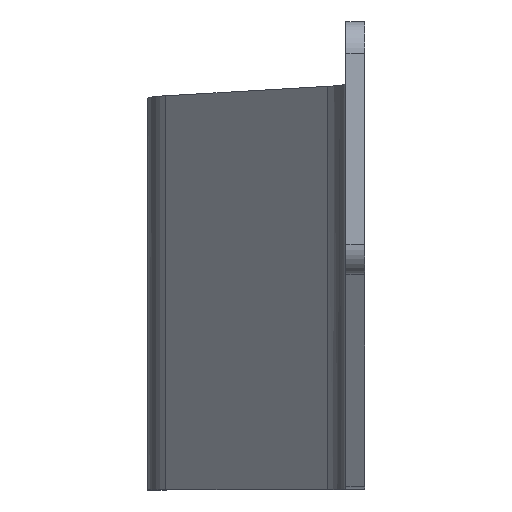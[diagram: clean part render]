
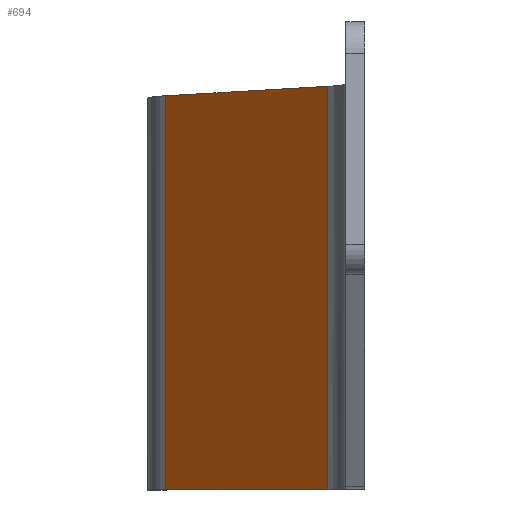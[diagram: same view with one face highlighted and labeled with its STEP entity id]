
A CAD part, top view. The second image highlights one B-rep face of the part: STEP entity #694.
In plain terms, the highlighted planar face has unit normal (-0.707, 0, 0.707).
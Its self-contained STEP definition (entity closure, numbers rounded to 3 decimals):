
#82 = LINE ( 'NONE', #360, #351 ) ;
#103 = VERTEX_POINT ( 'NONE', #436 ) ;
#114 = LINE ( 'NONE', #764, #668 ) ;
#161 = CARTESIAN_POINT ( 'NONE',  ( -1.277, 25.566, 18.844 ) ) ;
#177 = FACE_OUTER_BOUND ( 'NONE', #887, .T. ) ;
#188 = ORIENTED_EDGE ( 'NONE', *, *, #769, .T. ) ;
#191 = ORIENTED_EDGE ( 'NONE', *, *, #804, .T. ) ;
#208 = CARTESIAN_POINT ( 'NONE',  ( -1.615, 37.5, 18.507 ) ) ;
#224 = AXIS2_PLACEMENT_3D ( 'NONE', #208, #489, #728 ) ;
#238 = ORIENTED_EDGE ( 'NONE', *, *, #310, .F. ) ;
#293 = LINE ( 'NONE', #422, #643 ) ;
#305 = CARTESIAN_POINT ( 'NONE',  ( 27.391, -37.5, 47.512 ) ) ;
#310 = EDGE_CURVE ( 'NONE', #355, #103, #742, .T. ) ;
#312 = CARTESIAN_POINT ( 'NONE',  ( 1.429, 25.719, 21.55 ) ) ;
#331 = VERTEX_POINT ( 'NONE', #305 ) ;
#351 = VECTOR ( 'NONE', #799, 1000. ) ;
#355 = VERTEX_POINT ( 'NONE', #312 ) ;
#360 = CARTESIAN_POINT ( 'NONE',  ( 27.391, 27.353, 47.512 ) ) ;
#402 = EDGE_CURVE ( 'NONE', #712, #331, #114, .T. ) ;
#422 = CARTESIAN_POINT ( 'NONE',  ( 1.429, 37.5, 21.55 ) ) ;
#436 = CARTESIAN_POINT ( 'NONE',  ( 27.391, 27.188, 47.512 ) ) ;
#489 = DIRECTION ( 'NONE',  ( -0.707, 0., 0.707 ) ) ;
#492 = CARTESIAN_POINT ( 'NONE',  ( 1.429, -37.5, 21.55 ) ) ;
#535 = DIRECTION ( 'NONE',  ( 0.707, 0., 0.707 ) ) ;
#580 = DIRECTION ( 'NONE',  ( 0., -1., 0. ) ) ;
#639 = VECTOR ( 'NONE', #682, 1000. ) ;
#643 = VECTOR ( 'NONE', #580, 1000. ) ;
#668 = VECTOR ( 'NONE', #535, 1000. ) ;
#682 = DIRECTION ( 'NONE',  ( 0.707, 0.04, 0.707 ) ) ;
#694 = ADVANCED_FACE ( 'NONE', ( #177 ), #856, .T. ) ;
#712 = VERTEX_POINT ( 'NONE', #492 ) ;
#728 = DIRECTION ( 'NONE',  ( 0.707, 0., 0.707 ) ) ;
#742 = LINE ( 'NONE', #161, #639 ) ;
#747 = ORIENTED_EDGE ( 'NONE', *, *, #402, .T. ) ;
#764 = CARTESIAN_POINT ( 'NONE',  ( -1.615, -37.5, 18.507 ) ) ;
#769 = EDGE_CURVE ( 'NONE', #331, #103, #82, .T. ) ;
#799 = DIRECTION ( 'NONE',  ( 0., 1., 0. ) ) ;
#804 = EDGE_CURVE ( 'NONE', #355, #712, #293, .T. ) ;
#856 = PLANE ( 'NONE',  #224 ) ;
#887 = EDGE_LOOP ( 'NONE', ( #238, #191, #747, #188 ) ) ;
